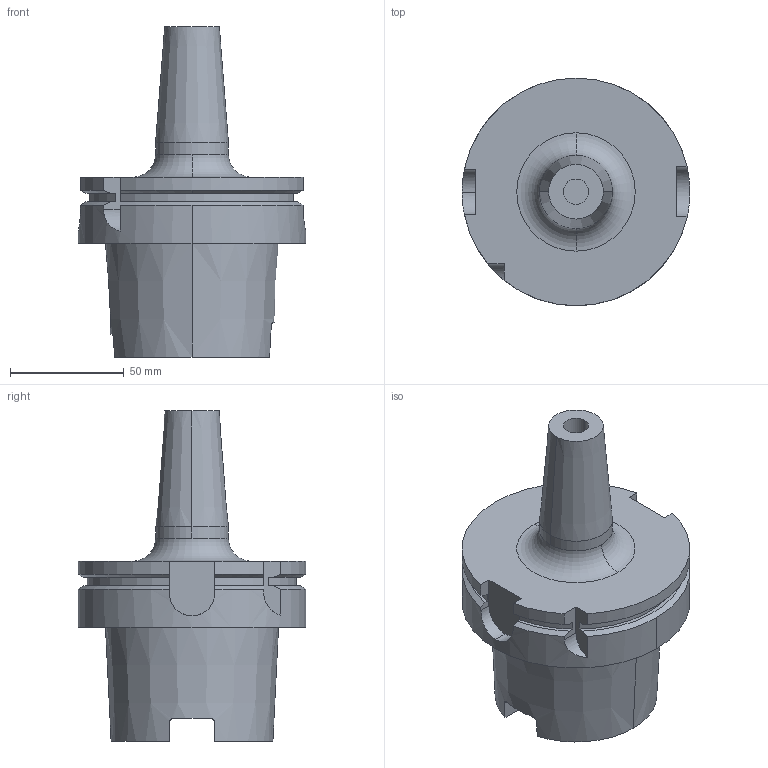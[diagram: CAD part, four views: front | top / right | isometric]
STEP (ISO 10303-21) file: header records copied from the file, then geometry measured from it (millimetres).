
FILE_DESCRIPTION (( 'STEP AP203' ), '1' );
FILE_NAME ('STP-SATE-39312.STEP', '2019-03-05T10:06:34', ( '' ), ( '' ), 'SwSTEP 2.0', 'SolidWorks 2017', '' );
FILE_SCHEMA (( 'CONFIG_CONTROL_DESIGN' ));
Length unit declared in the file: millimetre
Products named in the file (1): STP-SATE-39312
Bounding box: 100 x 100 x 145 mm (x, y, z)
Volume: 297766.9 mm3; surface area: 57195.7 mm2
Topology: 1 solids, 1 shells, 81 faces, 209 edges, 135 vertices
Faces by surface type: cylinder 32, plane 29, cone 14, torus 6
Entity records: 2808 total; most frequent: CARTESIAN_POINT 724, DIRECTION 435, ORIENTED_EDGE 418, EDGE_CURVE 209, AXIS2_PLACEMENT_3D 172, VERTEX_POINT 135, LINE 91, VECTOR 91
